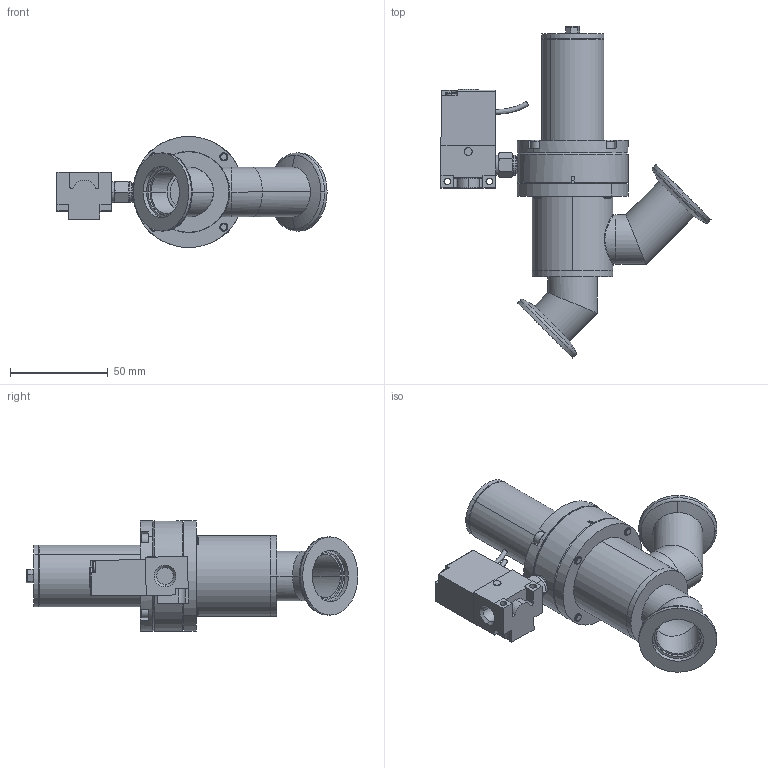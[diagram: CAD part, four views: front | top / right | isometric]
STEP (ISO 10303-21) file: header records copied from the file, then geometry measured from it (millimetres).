
FILE_DESCRIPTION (( 'STEP AP203' ), '1' );
FILE_NAME ('AIVP-S03102.STEP', '2023-06-22T21:33:19', ( '' ), ( '' ), 'SwSTEP 2.0', 'SolidWorks 2020', '' );
FILE_SCHEMA (( 'CONFIG_CONTROL_DESIGN' ));
Length unit declared in the file: inch
Products named in the file (1): AIVP-S03102
Bounding box: 138.19 x 169.83 x 56.77 mm (x, y, z)
Volume: 112343.2 mm3; surface area: 75187.9 mm2
Topology: 19 solids, 19 shells, 1549 faces, 3873 edges, 2389 vertices
Faces by surface type: cone 603, cylinder 413, plane 268, bspline 249, torus 16
Entity records: 50867 total; most frequent: CARTESIAN_POINT 13102, DIRECTION 8615, ORIENTED_EDGE 7730, EDGE_CURVE 3865, AXIS2_PLACEMENT_3D 3552, VERTEX_POINT 2389, CIRCLE 2251, EDGE_LOOP 1642
